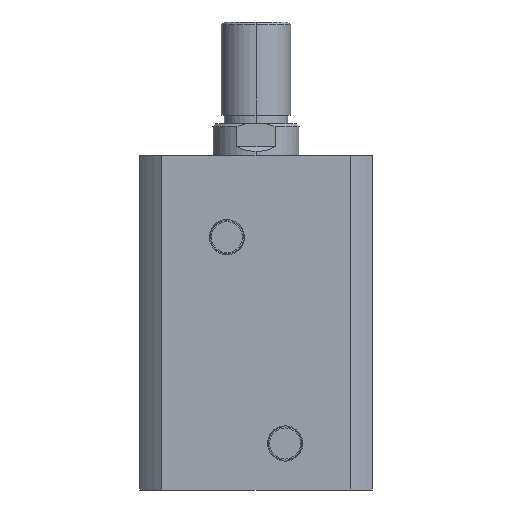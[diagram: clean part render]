
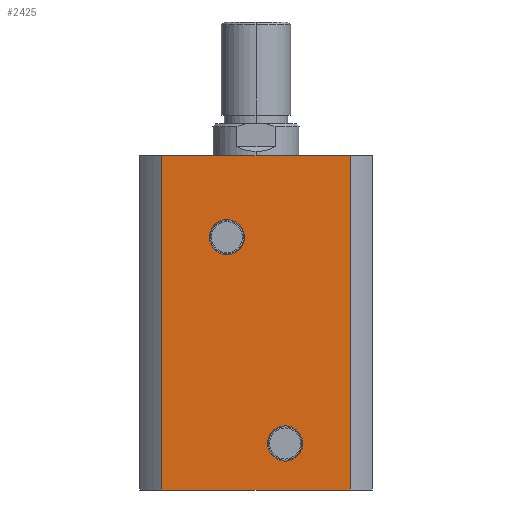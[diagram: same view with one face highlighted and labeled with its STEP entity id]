
A CAD part, left-side view. The second image highlights one B-rep face of the part: STEP entity #2425.
In plain terms, the highlighted planar face has unit normal (-1, 0, 0).
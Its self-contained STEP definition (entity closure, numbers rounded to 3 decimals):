
#414 = VERTEX_POINT ( 'NONE', #3022 ) ;
#421 = VERTEX_POINT ( 'NONE', #3014 ) ;
#423 = VERTEX_POINT ( 'NONE', #3011 ) ;
#424 = VERTEX_POINT ( 'NONE', #3010 ) ;
#425 = VERTEX_POINT ( 'NONE', #3009 ) ;
#442 = VERTEX_POINT ( 'NONE', #2498 ) ;
#486 = EDGE_LOOP ( 'NONE', ( #2713, #2714 ) ) ;
#489 = EDGE_LOOP ( 'NONE', ( #2715, #2716 ) ) ;
#490 = EDGE_LOOP ( 'NONE', ( #2717, #2718, #2719, #2720 ) ) ;
#665 = CIRCLE ( 'NONE', #1745, 6.06 ) ;
#683 = CIRCLE ( 'NONE', #1751, 6.06 ) ;
#782 = FACE_BOUND ( 'NONE', #486, .T. ) ;
#786 = FACE_OUTER_BOUND ( 'NONE', #490, .T. ) ;
#788 = FACE_BOUND ( 'NONE', #489, .T. ) ;
#1260 = CARTESIAN_POINT ( 'NONE',  ( -40., 10., 93.06 ) ) ;
#1262 = CARTESIAN_POINT ( 'NONE',  ( -40., 10., 80.94 ) ) ;
#1368 = EDGE_CURVE ( 'NONE', #425, #424, #3734, .T. ) ;
#1369 = EDGE_CURVE ( 'NONE', #424, #414, #3727, .T. ) ;
#1370 = EDGE_CURVE ( 'NONE', #423, #414, #3725, .T. ) ;
#1371 = EDGE_CURVE ( 'NONE', #3743, #3744, #3728, .T. ) ;
#1372 = EDGE_CURVE ( 'NONE', #421, #442, #3723, .T. ) ;
#1374 = EDGE_CURVE ( 'NONE', #425, #423, #3719, .T. ) ;
#1620 = EDGE_CURVE ( 'NONE', #3744, #3743, #665, .T. ) ;
#1632 = EDGE_CURVE ( 'NONE', #442, #421, #683, .T. ) ;
#1649 = AXIS2_PLACEMENT_3D ( 'NONE', #2504, #3671, #3668 ) ;
#1650 = AXIS2_PLACEMENT_3D ( 'NONE', #3656, #3653, #3646 ) ;
#1745 = AXIS2_PLACEMENT_3D ( 'NONE', #1999, #2000, #2001 ) ;
#1751 = AXIS2_PLACEMENT_3D ( 'NONE', #2029, #2030, #2031 ) ;
#1810 = AXIS2_PLACEMENT_3D ( 'NONE', #2248, #2242, #2252 ) ;
#1999 = CARTESIAN_POINT ( 'NONE',  ( -40., 10., 87. ) ) ;
#2000 = DIRECTION ( 'NONE',  ( -1., 0., 0. ) ) ;
#2001 = DIRECTION ( 'NONE',  ( 0., 0., 1. ) ) ;
#2029 = CARTESIAN_POINT ( 'NONE',  ( -40., -10., 16. ) ) ;
#2030 = DIRECTION ( 'NONE',  ( -1., 0., 0. ) ) ;
#2031 = DIRECTION ( 'NONE',  ( 0., 0., 1. ) ) ;
#2242 = DIRECTION ( 'NONE',  ( 1., 0., 0. ) ) ;
#2248 = CARTESIAN_POINT ( 'NONE',  ( -40., 0., 115. ) ) ;
#2250 = PLANE ( 'NONE',  #1810 ) ;
#2252 = DIRECTION ( 'NONE',  ( 0., 1., 0. ) ) ;
#2425 = ADVANCED_FACE ( 'NONE', ( #782, #788, #786 ), #2250, .F. ) ;
#2495 = CARTESIAN_POINT ( 'NONE',  ( -40., 0., 115. ) ) ;
#2498 = CARTESIAN_POINT ( 'NONE',  ( -40., -10., 9.94 ) ) ;
#2502 = DIRECTION ( 'NONE',  ( 0., -1., 0. ) ) ;
#2504 = CARTESIAN_POINT ( 'NONE',  ( -40., 10., 87. ) ) ;
#2505 = DIRECTION ( 'NONE',  ( 0., 0., -1. ) ) ;
#2519 = CARTESIAN_POINT ( 'NONE',  ( -40., 0., 0. ) ) ;
#2524 = CARTESIAN_POINT ( 'NONE',  ( -40., -32.438, 115. ) ) ;
#2525 = CARTESIAN_POINT ( 'NONE',  ( -40., 32.438, 115. ) ) ;
#2529 = DIRECTION ( 'NONE',  ( 0., -1., 0. ) ) ;
#2713 = ORIENTED_EDGE ( 'NONE', *, *, #1372, .F. ) ;
#2714 = ORIENTED_EDGE ( 'NONE', *, *, #1632, .F. ) ;
#2715 = ORIENTED_EDGE ( 'NONE', *, *, #1371, .F. ) ;
#2716 = ORIENTED_EDGE ( 'NONE', *, *, #1620, .F. ) ;
#2717 = ORIENTED_EDGE ( 'NONE', *, *, #1370, .T. ) ;
#2718 = ORIENTED_EDGE ( 'NONE', *, *, #1369, .F. ) ;
#2719 = ORIENTED_EDGE ( 'NONE', *, *, #1368, .F. ) ;
#2720 = ORIENTED_EDGE ( 'NONE', *, *, #1374, .T. ) ;
#3009 = CARTESIAN_POINT ( 'NONE',  ( -40., 32.438, 115. ) ) ;
#3010 = CARTESIAN_POINT ( 'NONE',  ( -40., -32.438, 115. ) ) ;
#3011 = CARTESIAN_POINT ( 'NONE',  ( -40., 32.438, 0. ) ) ;
#3014 = CARTESIAN_POINT ( 'NONE',  ( -40., -10., 22.06 ) ) ;
#3022 = CARTESIAN_POINT ( 'NONE',  ( -40., -32.438, 0. ) ) ;
#3646 = DIRECTION ( 'NONE',  ( 0., 0., 1. ) ) ;
#3653 = DIRECTION ( 'NONE',  ( -1., 0., 0. ) ) ;
#3656 = CARTESIAN_POINT ( 'NONE',  ( -40., -10., 16. ) ) ;
#3663 = DIRECTION ( 'NONE',  ( 0., 0., -1. ) ) ;
#3668 = DIRECTION ( 'NONE',  ( 0., 0., 1. ) ) ;
#3671 = DIRECTION ( 'NONE',  ( -1., 0., 0. ) ) ;
#3717 = VECTOR ( 'NONE', #3663, 1000. ) ;
#3719 = LINE ( 'NONE', #2525, #3717 ) ;
#3722 = VECTOR ( 'NONE', #2502, 1000. ) ;
#3723 = CIRCLE ( 'NONE', #1650, 6.06 ) ;
#3724 = VECTOR ( 'NONE', #2505, 1000. ) ;
#3725 = LINE ( 'NONE', #2519, #3722 ) ;
#3726 = VECTOR ( 'NONE', #2529, 1000. ) ;
#3727 = LINE ( 'NONE', #2524, #3724 ) ;
#3728 = CIRCLE ( 'NONE', #1649, 6.06 ) ;
#3734 = LINE ( 'NONE', #2495, #3726 ) ;
#3743 = VERTEX_POINT ( 'NONE', #1260 ) ;
#3744 = VERTEX_POINT ( 'NONE', #1262 ) ;
